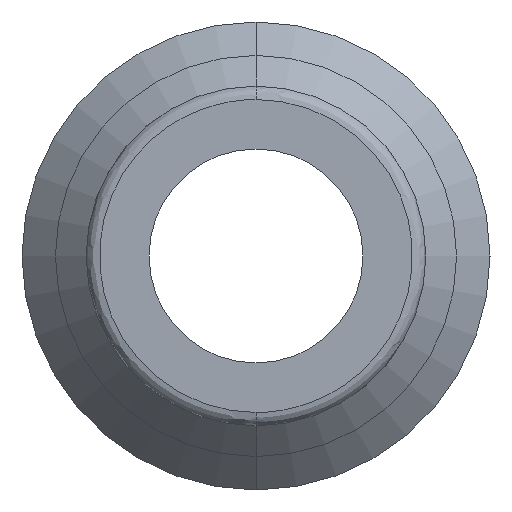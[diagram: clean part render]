
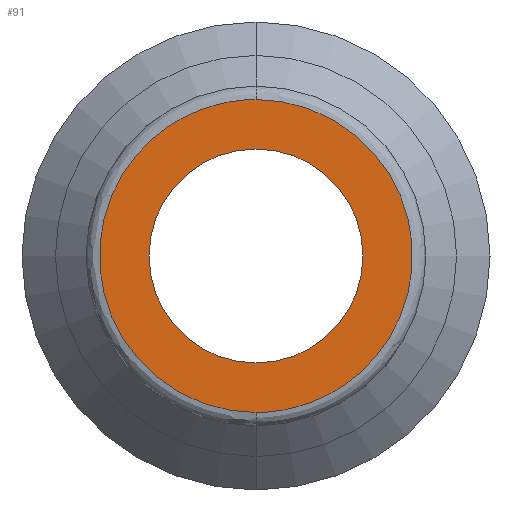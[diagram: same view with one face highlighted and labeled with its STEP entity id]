
A CAD part, front view. The second image highlights one B-rep face of the part: STEP entity #91.
In plain terms, the highlighted planar face has unit normal (0, -1, 0).
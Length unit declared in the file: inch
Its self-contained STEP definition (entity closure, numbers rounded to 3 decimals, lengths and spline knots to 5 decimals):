
#91 = ADVANCED_FACE ( 'NONE', ( #1117, #1368 ), #1592, .T. ) ;
#143 = CARTESIAN_POINT ( 'NONE',  ( 0., 0., 0.23031 ) ) ;
#148 = DIRECTION ( 'NONE',  ( 0., 0., -1. ) ) ;
#160 = DIRECTION ( 'NONE',  ( 0., -1., 0. ) ) ;
#209 = CARTESIAN_POINT ( 'NONE',  ( 0.46063, 0., 0.23031 ) ) ;
#276 = CARTESIAN_POINT ( 'NONE',  ( 0., 0., -0.23031 ) ) ;
#371 = CARTESIAN_POINT ( 'NONE',  ( 0., 0., -0.15748 ) ) ;
#393 =( BOUNDED_CURVE ( )  B_SPLINE_CURVE ( 3, ( #615, #209, #503, #496 ),
 .UNSPECIFIED., .F., .F. ) 
 B_SPLINE_CURVE_WITH_KNOTS ( ( 4, 4 ),
 ( 0.25, 0.75 ),
 .UNSPECIFIED. ) 
 CURVE ( )  GEOMETRIC_REPRESENTATION_ITEM ( )  RATIONAL_B_SPLINE_CURVE ( ( 1., 0.333, 0.333, 1. ) ) 
 REPRESENTATION_ITEM ( '' )  );
#435 = VERTEX_POINT ( 'NONE', #516 ) ;
#461 =( BOUNDED_CURVE ( )  B_SPLINE_CURVE ( 3, ( #779, #804, #1773, #143 ),
 .UNSPECIFIED., .F., .F. ) 
 B_SPLINE_CURVE_WITH_KNOTS ( ( 4, 4 ),
 ( 0.75, 1.25 ),
 .UNSPECIFIED. ) 
 CURVE ( )  GEOMETRIC_REPRESENTATION_ITEM ( )  RATIONAL_B_SPLINE_CURVE ( ( 1., 0.333, 0.333, 1. ) ) 
 REPRESENTATION_ITEM ( '' )  );
#496 = CARTESIAN_POINT ( 'NONE',  ( 0., 0., -0.23031 ) ) ;
#503 = CARTESIAN_POINT ( 'NONE',  ( 0.46063, 0., -0.23031 ) ) ;
#516 = CARTESIAN_POINT ( 'NONE',  ( 0., 0., 0.23031 ) ) ;
#521 = AXIS2_PLACEMENT_3D ( 'NONE', #1401, #1263, #589 ) ;
#589 = DIRECTION ( 'NONE',  ( 0., 0., 1. ) ) ;
#615 = CARTESIAN_POINT ( 'NONE',  ( 0., 0., 0.23031 ) ) ;
#703 = DIRECTION ( 'NONE',  ( 0., 1., 0. ) ) ;
#775 = EDGE_CURVE ( 'NONE', #435, #1279, #393, .T. ) ;
#779 = CARTESIAN_POINT ( 'NONE',  ( 0., 0., -0.23031 ) ) ;
#801 = CARTESIAN_POINT ( 'NONE',  ( 0., 0., 0.15748 ) ) ;
#804 = CARTESIAN_POINT ( 'NONE',  ( -0.46063, 0., -0.23031 ) ) ;
#841 = ORIENTED_EDGE ( 'NONE', *, *, #1220, .T. ) ;
#842 = VERTEX_POINT ( 'NONE', #371 ) ;
#926 = EDGE_LOOP ( 'NONE', ( #1519, #1720 ) ) ;
#959 = EDGE_CURVE ( 'NONE', #1279, #435, #461, .T. ) ;
#1049 = CIRCLE ( 'NONE', #1803, 0.15748 ) ;
#1052 = AXIS2_PLACEMENT_3D ( 'NONE', #1217, #160, #148 ) ;
#1117 = FACE_BOUND ( 'NONE', #1360, .T. ) ;
#1217 = CARTESIAN_POINT ( 'NONE',  ( -0.11516, 0., 0. ) ) ;
#1220 = EDGE_CURVE ( 'NONE', #842, #1783, #1225, .T. ) ;
#1225 = CIRCLE ( 'NONE', #521, 0.15748 ) ;
#1263 = DIRECTION ( 'NONE',  ( 0., 1., 0. ) ) ;
#1279 = VERTEX_POINT ( 'NONE', #276 ) ;
#1348 = EDGE_CURVE ( 'NONE', #1783, #842, #1049, .T. ) ;
#1360 = EDGE_LOOP ( 'NONE', ( #1836, #841 ) ) ;
#1368 = FACE_OUTER_BOUND ( 'NONE', #926, .T. ) ;
#1401 = CARTESIAN_POINT ( 'NONE',  ( 0., 0., 0. ) ) ;
#1508 = CARTESIAN_POINT ( 'NONE',  ( 0., 0., 0. ) ) ;
#1519 = ORIENTED_EDGE ( 'NONE', *, *, #775, .F. ) ;
#1592 = PLANE ( 'NONE',  #1052 ) ;
#1637 = DIRECTION ( 'NONE',  ( 0., 0., 1. ) ) ;
#1720 = ORIENTED_EDGE ( 'NONE', *, *, #959, .F. ) ;
#1773 = CARTESIAN_POINT ( 'NONE',  ( -0.46063, 0., 0.23031 ) ) ;
#1783 = VERTEX_POINT ( 'NONE', #801 ) ;
#1803 = AXIS2_PLACEMENT_3D ( 'NONE', #1508, #703, #1637 ) ;
#1836 = ORIENTED_EDGE ( 'NONE', *, *, #1348, .T. ) ;
